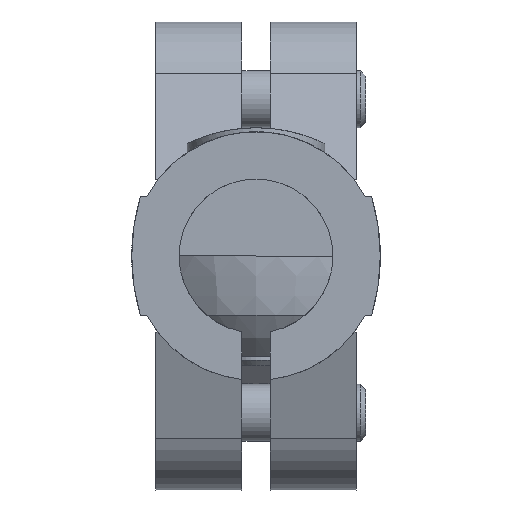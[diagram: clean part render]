
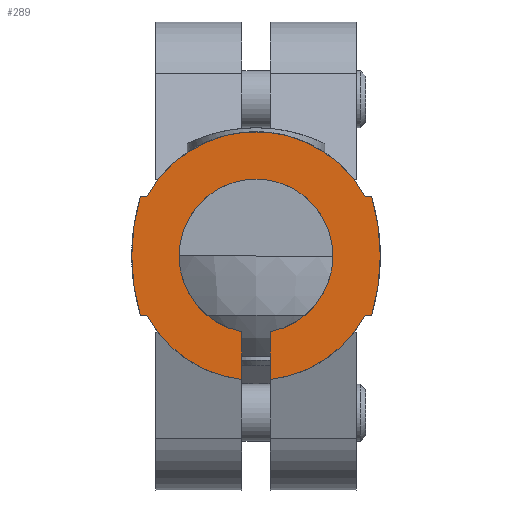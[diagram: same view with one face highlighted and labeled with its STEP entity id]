
A CAD part, left-side view. The second image highlights one B-rep face of the part: STEP entity #289.
In plain terms, the highlighted face is planar.
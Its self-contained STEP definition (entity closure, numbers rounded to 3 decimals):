
#289 = ADVANCED_FACE( '', ( #580 ), #581, .T. );
#580 = FACE_OUTER_BOUND( '', #877, .T. );
#581 = PLANE( '', #878 );
#877 = EDGE_LOOP( '', ( #1481, #1482, #1483, #1484, #1485, #1486, #1487, #1488, #1489, #1490, #1491, #1492 ) );
#878 = AXIS2_PLACEMENT_3D( '', #1493, #1494, #1495 );
#1481 = ORIENTED_EDGE( '', *, *, #1981, .F. );
#1482 = ORIENTED_EDGE( '', *, *, #1982, .T. );
#1483 = ORIENTED_EDGE( '', *, *, #1961, .T. );
#1484 = ORIENTED_EDGE( '', *, *, #1983, .T. );
#1485 = ORIENTED_EDGE( '', *, *, #1984, .T. );
#1486 = ORIENTED_EDGE( '', *, *, #1886, .T. );
#1487 = ORIENTED_EDGE( '', *, *, #1985, .T. );
#1488 = ORIENTED_EDGE( '', *, *, #1847, .T. );
#1489 = ORIENTED_EDGE( '', *, *, #1921, .T. );
#1490 = ORIENTED_EDGE( '', *, *, #1925, .T. );
#1491 = ORIENTED_EDGE( '', *, *, #1798, .F. );
#1492 = ORIENTED_EDGE( '', *, *, #1946, .F. );
#1493 = CARTESIAN_POINT( '', ( 0., 0., 0. ) );
#1494 = DIRECTION( '', ( 1., 0., 0. ) );
#1495 = DIRECTION( '', ( 0., 0., -1. ) );
#1798 = EDGE_CURVE( '', #2126, #2113, #2128, .T. );
#1847 = EDGE_CURVE( '', #2205, #2203, #2206, .T. );
#1886 = EDGE_CURVE( '', #2268, #2266, #2269, .T. );
#1921 = EDGE_CURVE( '', #2203, #2322, #2324, .T. );
#1925 = EDGE_CURVE( '', #2322, #2113, #2329, .T. );
#1946 = EDGE_CURVE( '', #2353, #2126, #2355, .T. );
#1961 = EDGE_CURVE( '', #2372, #2374, #2376, .T. );
#1981 = EDGE_CURVE( '', #2400, #2353, #2401, .T. );
#1982 = EDGE_CURVE( '', #2400, #2372, #2402, .T. );
#1983 = EDGE_CURVE( '', #2374, #2403, #2404, .T. );
#1984 = EDGE_CURVE( '', #2403, #2268, #2405, .T. );
#1985 = EDGE_CURVE( '', #2266, #2205, #2406, .T. );
#2113 = VERTEX_POINT( '', #2569 );
#2126 = VERTEX_POINT( '', #2587 );
#2128 = LINE( '', #2590, #2591 );
#2203 = VERTEX_POINT( '', #2707 );
#2205 = VERTEX_POINT( '', #2710 );
#2206 = CIRCLE( '', #2711, 21.5 );
#2266 = VERTEX_POINT( '', #2902 );
#2268 = VERTEX_POINT( '', #2905 );
#2269 = CIRCLE( '', #2906, 13. );
#2322 = VERTEX_POINT( '', #3017 );
#2324 = LINE( '', #3020, #3021 );
#2329 = CIRCLE( '', #3026, 13. );
#2353 = VERTEX_POINT( '', #3058 );
#2355 = CIRCLE( '', #3061, 8.05 );
#2372 = VERTEX_POINT( '', #3109 );
#2374 = VERTEX_POINT( '', #3112 );
#2376 = LINE( '', #3115, #3116 );
#2400 = VERTEX_POINT( '', #3145 );
#2401 = LINE( '', #3146, #3147 );
#2402 = CIRCLE( '', #3148, 13. );
#2403 = VERTEX_POINT( '', #3149 );
#2404 = CIRCLE( '', #3150, 21.5 );
#2405 = LINE( '', #3151, #3152 );
#2406 = LINE( '', #3153, #3154 );
#2569 = CARTESIAN_POINT( '', ( 0., 1.5, 12.913 ) );
#2587 = CARTESIAN_POINT( '', ( 0., 1.5, 7.909 ) );
#2590 = CARTESIAN_POINT( '', ( 0., 1.5, 1. ) );
#2591 = VECTOR( '', #3303, 1000. );
#2707 = CARTESIAN_POINT( '', ( 0., 12.087, 6.2 ) );
#2710 = CARTESIAN_POINT( '', ( 0., 12.087, -6.2 ) );
#2711 = AXIS2_PLACEMENT_3D( '', #3354, #3355, #3356 );
#2902 = CARTESIAN_POINT( '', ( 0., 11.426, -6.2 ) );
#2905 = CARTESIAN_POINT( '', ( 0., -11.426, -6.2 ) );
#2906 = AXIS2_PLACEMENT_3D( '', #3401, #3402, #3403 );
#3017 = CARTESIAN_POINT( '', ( 0., 11.426, 6.2 ) );
#3020 = CARTESIAN_POINT( '', ( 0., 12.087, 6.2 ) );
#3021 = VECTOR( '', #3447, 1000. );
#3026 = AXIS2_PLACEMENT_3D( '', #3451, #3452, #3453 );
#3058 = CARTESIAN_POINT( '', ( 0., -1.5, 7.909 ) );
#3061 = AXIS2_PLACEMENT_3D( '', #3481, #3482, #3483 );
#3109 = CARTESIAN_POINT( '', ( 0., -11.426, 6.2 ) );
#3112 = CARTESIAN_POINT( '', ( 0., -12.087, 6.2 ) );
#3115 = CARTESIAN_POINT( '', ( 0., -11.426, 6.2 ) );
#3116 = VECTOR( '', #3494, 1000. );
#3145 = CARTESIAN_POINT( '', ( 0., -1.5, 12.913 ) );
#3146 = CARTESIAN_POINT( '', ( 0., -1.5, 26. ) );
#3147 = VECTOR( '', #3512, 1000. );
#3148 = AXIS2_PLACEMENT_3D( '', #3513, #3514, #3515 );
#3149 = CARTESIAN_POINT( '', ( 0., -12.087, -6.2 ) );
#3150 = AXIS2_PLACEMENT_3D( '', #3516, #3517, #3518 );
#3151 = CARTESIAN_POINT( '', ( 0., -12.087, -6.2 ) );
#3152 = VECTOR( '', #3519, 1000. );
#3153 = CARTESIAN_POINT( '', ( 0., 11.426, -6.2 ) );
#3154 = VECTOR( '', #3520, 1000. );
#3303 = DIRECTION( '', ( 0., 0., 1. ) );
#3354 = CARTESIAN_POINT( '', ( 0., -8.5, 0. ) );
#3355 = DIRECTION( '', ( 1., 0., 0. ) );
#3356 = DIRECTION( '', ( 0., 0., -1. ) );
#3401 = CARTESIAN_POINT( '', ( 0., 0., 0. ) );
#3402 = DIRECTION( '', ( 1., 0., 0. ) );
#3403 = DIRECTION( '', ( 0., 0., -1. ) );
#3447 = DIRECTION( '', ( 0., -1., 0. ) );
#3451 = CARTESIAN_POINT( '', ( 0., 0., 0. ) );
#3452 = DIRECTION( '', ( 1., 0., 0. ) );
#3453 = DIRECTION( '', ( 0., 0., -1. ) );
#3481 = CARTESIAN_POINT( '', ( 0., 0., 0. ) );
#3482 = DIRECTION( '', ( 1., 0., 0. ) );
#3483 = DIRECTION( '', ( 0., 0., -1. ) );
#3494 = DIRECTION( '', ( 0., -1., 0. ) );
#3512 = DIRECTION( '', ( 0., 0., -1. ) );
#3513 = CARTESIAN_POINT( '', ( 0., 0., 0. ) );
#3514 = DIRECTION( '', ( 1., 0., 0. ) );
#3515 = DIRECTION( '', ( 0., 0., -1. ) );
#3516 = CARTESIAN_POINT( '', ( 0., 8.5, 0. ) );
#3517 = DIRECTION( '', ( 1., 0., 0. ) );
#3518 = DIRECTION( '', ( 0., 0., -1. ) );
#3519 = DIRECTION( '', ( 0., 1., 0. ) );
#3520 = DIRECTION( '', ( 0., 1., 0. ) );
